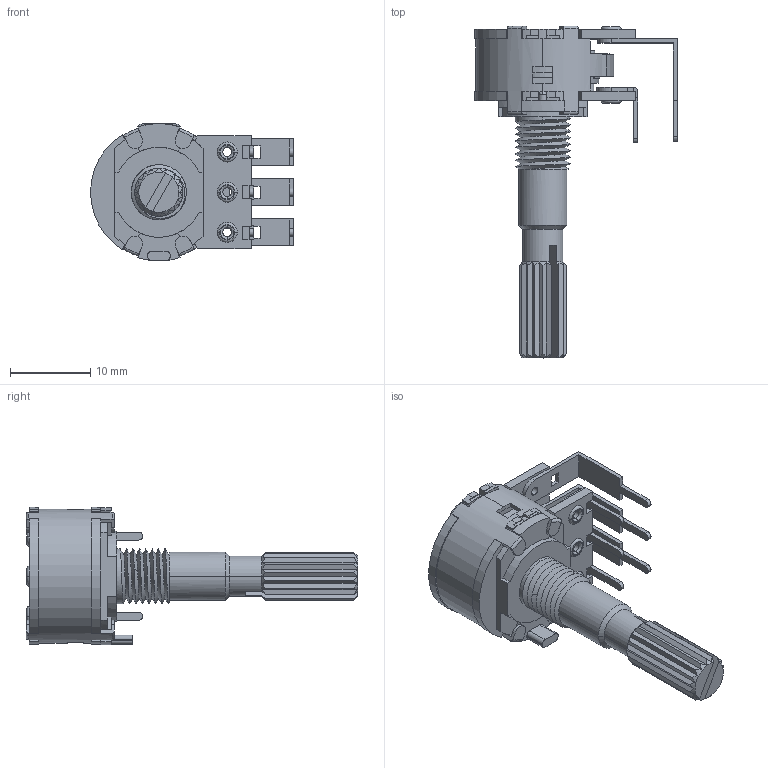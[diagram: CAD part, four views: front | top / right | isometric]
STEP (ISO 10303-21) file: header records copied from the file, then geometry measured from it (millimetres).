
FILE_DESCRIPTION((''),'2;1');
FILE_NAME('16KGPD-1ASM0001_SW0001','2020-09-30T',('eng08'),(''),'PRO/ENGINEER BY PARAMETRIC TECHNOLOGY CORPORATION, 2012480','PRO/ENGINEER BY PARAMETRIC TECHNOLOGY CORPORATION, 2012480','');
FILE_SCHEMA(('CONFIG_CONTROL_DESIGN'));
Length unit declared in the file: millimetre
Products named in the file (1): 16KGPD-1ASM0001_SW0001
Bounding box: 25.25 x 41.3 x 17.15 mm (x, y, z)
Volume: 2221.4 mm3; surface area: 4387.3 mm2
Topology: 1 solids, 1 shells, 608 faces, 1800 edges, 1162 vertices
Faces by surface type: plane 423, cylinder 131, torus 38, bspline 10, cone 6
Entity records: 22723 total; most frequent: CARTESIAN_POINT 6130, ORIENTED_EDGE 3600, DIRECTION 3388, EDGE_CURVE 1800, VERTEX_POINT 1162, VECTOR 1132, LINE 1132, AXIS2_PLACEMENT_3D 1128
